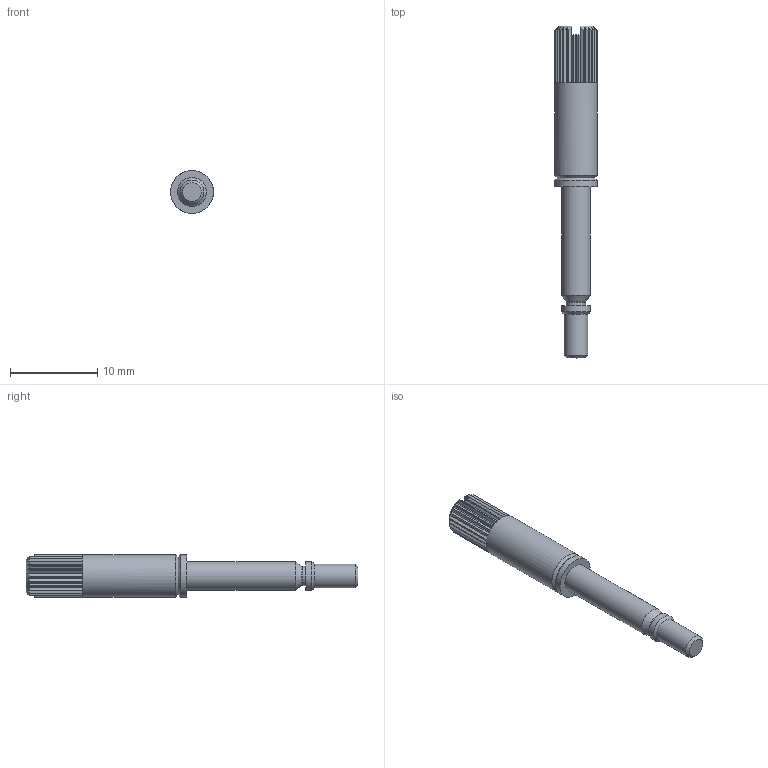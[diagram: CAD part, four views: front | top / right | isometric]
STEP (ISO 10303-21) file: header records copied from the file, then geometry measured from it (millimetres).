
FILE_DESCRIPTION(/* description */ (''),/* implementation_level */ '2;1');
FILE_NAME(/* name */ '100831188ugm000_a.stp',/* time_stamp */ '2019-08-06T09:43:47+02:00',/* author */ (''),/* organization */ (''),/* preprocessor_version */ 'ST-DEVELOPER v16.7',/* originating_system */ 'SIEMENS PLM Software NX 12.0',/* authorisation */ '');
FILE_SCHEMA (('AUTOMOTIVE_DESIGN { 1 0 10303 214 3 1 1 1 }'));
Length unit declared in the file: millimetre
Products named in the file (1): 100831188ugm000_a
Bounding box: 4.9 x 38 x 4.9 mm (x, y, z)
Volume: 473.9 mm3; surface area: 552.6 mm2
Topology: 1 solids, 1 shells, 101 faces, 284 edges, 189 vertices
Faces by surface type: plane 61, cylinder 32, cone 7, torus 1
Full cylindrical faces by diameter (mm): 2.2 x1, 2.72 x1, 3.3 x2, 4.9 x2
Entity records: 3611 total; most frequent: CARTESIAN_POINT 1119, ORIENTED_EDGE 534, DIRECTION 452, EDGE_CURVE 267, VERTEX_POINT 183, AXIS2_PLACEMENT_3D 153, LINE 146, VECTOR 146
